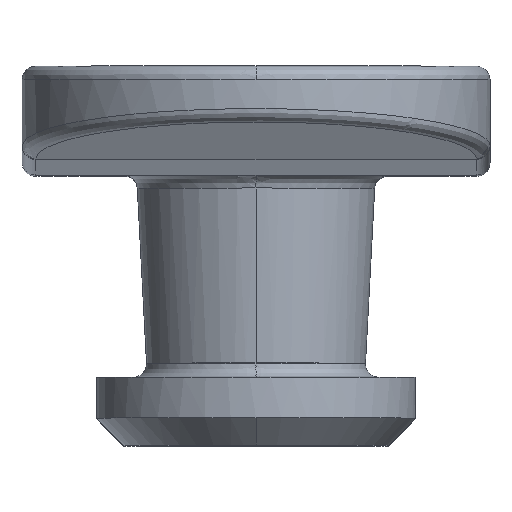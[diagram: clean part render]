
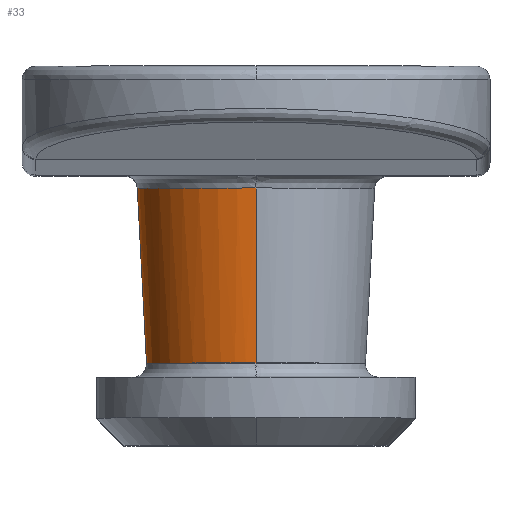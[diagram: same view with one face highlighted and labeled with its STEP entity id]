
A CAD part, top view. The second image highlights one B-rep face of the part: STEP entity #33.
In plain terms, the highlighted free-form (B-spline) face has degree [2, 1] with [9, 2] control points.
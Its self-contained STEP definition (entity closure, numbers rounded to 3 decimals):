
#33=ADVANCED_FACE('',(#126),#1307,.T.);
#126=FACE_OUTER_BOUND('',#219,.T.);
#219=EDGE_LOOP('',(#361,#362,#363,#364));
#361=ORIENTED_EDGE('',*,*,#725,.T.);
#362=ORIENTED_EDGE('',*,*,#764,.T.);
#363=ORIENTED_EDGE('',*,*,#765,.T.);
#364=ORIENTED_EDGE('',*,*,#766,.T.);
#725=EDGE_CURVE('',#1145,#1147,#1027,.T.);
#764=EDGE_CURVE('',#1147,#1177,#939,.T.);
#765=EDGE_CURVE('',#1177,#1195,#1060,.T.);
#766=EDGE_CURVE('',#1195,#1145,#940,.T.);
#939=B_SPLINE_CURVE_WITH_KNOTS('',1,(#4291,#4292),.UNSPECIFIED.,.F.,.F.,
(2,2),(0.,3.229),.UNSPECIFIED.);
#940=B_SPLINE_CURVE_WITH_KNOTS('',1,(#4296,#4297),.UNSPECIFIED.,.F.,.F.,
(2,2),(-3.229,0.),.UNSPECIFIED.);
#1027=(
BOUNDED_CURVE()
B_SPLINE_CURVE(2,(#4174,#4175,#4176),.UNSPECIFIED.,.F.,.F.)
B_SPLINE_CURVE_WITH_KNOTS((3,3),(0.,3.171),.UNSPECIFIED.)
CURVE()
GEOMETRIC_REPRESENTATION_ITEM()
RATIONAL_B_SPLINE_CURVE((1.,0.707,1.))
REPRESENTATION_ITEM('')
);
#1060=(
BOUNDED_CURVE()
B_SPLINE_CURVE(2,(#4293,#4294,#4295),.UNSPECIFIED.,.F.,.F.)
B_SPLINE_CURVE_WITH_KNOTS((3,3),(0.,3.436),.UNSPECIFIED.)
CURVE()
GEOMETRIC_REPRESENTATION_ITEM()
RATIONAL_B_SPLINE_CURVE((1.,0.707,1.))
REPRESENTATION_ITEM('')
);
#1145=VERTEX_POINT('',#4043);
#1147=VERTEX_POINT('',#4045);
#1177=VERTEX_POINT('',#4075);
#1195=VERTEX_POINT('',#4093);
#1307=(
BOUNDED_SURFACE()
B_SPLINE_SURFACE(2,1,((#2040,#2041),(#2042,#2043),(#2044,#2045),(#2046,
#2047),(#2048,#2049),(#2050,#2051),(#2052,#2053),(#2054,#2055),(#2056,#2057)),
 .UNSPECIFIED.,.T.,.F.,.F.)
B_SPLINE_SURFACE_WITH_KNOTS((3,2,2,2,3),(2,2),(0.,1.571,3.142,
4.712,6.283),(0.,3.878),.UNSPECIFIED.)
GEOMETRIC_REPRESENTATION_ITEM()
RATIONAL_B_SPLINE_SURFACE(((1.,1.),(0.707,0.707),
(1.,1.),(0.707,0.707),(1.,1.),(0.707,
0.707),(1.,1.),(0.707,0.707),(1.,1.)))
REPRESENTATION_ITEM('')
SURFACE()
);
#2040=CARTESIAN_POINT('',(29.2,13.489,1.998));
#2041=CARTESIAN_POINT('',(29.2,17.362,1.795));
#2042=CARTESIAN_POINT('',(27.198,13.489,1.998));
#2043=CARTESIAN_POINT('',(26.995,17.362,1.795));
#2044=CARTESIAN_POINT('',(27.198,13.489,4.));
#2045=CARTESIAN_POINT('',(26.995,17.362,4.));
#2046=CARTESIAN_POINT('',(27.198,13.489,6.002));
#2047=CARTESIAN_POINT('',(26.995,17.362,6.205));
#2048=CARTESIAN_POINT('',(29.2,13.489,6.002));
#2049=CARTESIAN_POINT('',(29.2,17.362,6.205));
#2050=CARTESIAN_POINT('',(31.202,13.489,6.002));
#2051=CARTESIAN_POINT('',(31.405,17.362,6.205));
#2052=CARTESIAN_POINT('',(31.202,13.489,4.));
#2053=CARTESIAN_POINT('',(31.405,17.362,4.));
#2054=CARTESIAN_POINT('',(31.202,13.489,1.998));
#2055=CARTESIAN_POINT('',(31.405,17.362,1.795));
#2056=CARTESIAN_POINT('',(29.2,13.489,1.998));
#2057=CARTESIAN_POINT('',(29.2,17.362,1.795));
#4043=CARTESIAN_POINT('',(27.181,13.813,4.));
#4045=CARTESIAN_POINT('',(29.2,13.813,6.019));
#4075=CARTESIAN_POINT('',(29.2,17.038,6.188));
#4093=CARTESIAN_POINT('',(27.012,17.038,4.));
#4174=CARTESIAN_POINT('',(27.181,13.813,4.));
#4175=CARTESIAN_POINT('',(27.181,13.813,6.019));
#4176=CARTESIAN_POINT('',(29.2,13.813,6.019));
#4291=CARTESIAN_POINT('',(29.2,13.813,6.019));
#4292=CARTESIAN_POINT('',(29.2,17.038,6.188));
#4293=CARTESIAN_POINT('',(29.2,17.038,6.188));
#4294=CARTESIAN_POINT('',(27.012,17.038,6.188));
#4295=CARTESIAN_POINT('',(27.012,17.038,4.));
#4296=CARTESIAN_POINT('',(27.012,17.038,4.));
#4297=CARTESIAN_POINT('',(27.181,13.813,4.));
